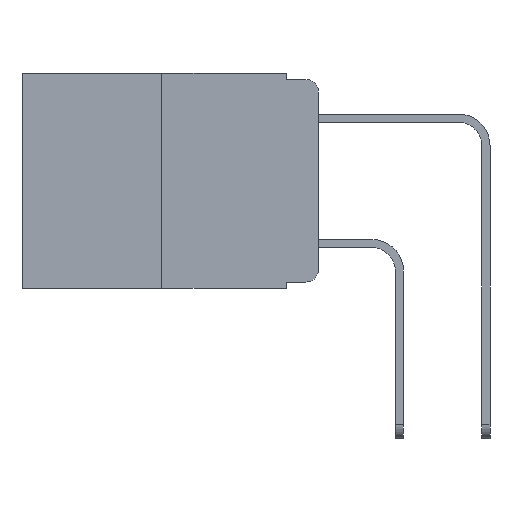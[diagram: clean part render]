
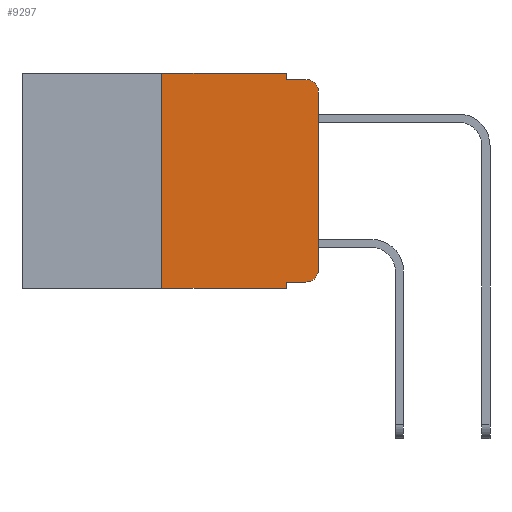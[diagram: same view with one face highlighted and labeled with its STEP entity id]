
A CAD part, left-side view. The second image highlights one B-rep face of the part: STEP entity #9297.
In plain terms, the highlighted planar face has unit normal (-1, 0, 0).
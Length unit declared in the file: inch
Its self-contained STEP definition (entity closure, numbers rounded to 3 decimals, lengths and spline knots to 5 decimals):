
#348 = VECTOR ( 'NONE', #2393, 39.37008 ) ;
#426 = VERTEX_POINT ( 'NONE', #12553 ) ;
#632 = EDGE_CURVE ( 'NONE', #2157, #426, #11922, .T. ) ;
#642 = DIRECTION ( 'NONE',  ( -1., 0., 0. ) ) ;
#678 = AXIS2_PLACEMENT_3D ( 'NONE', #11572, #5341, #12583 ) ;
#720 = EDGE_LOOP ( 'NONE', ( #12185, #7328, #10420, #2395, #2720, #11718, #9601, #9923, #12675, #1430 ) ) ;
#1020 = CARTESIAN_POINT ( 'NONE',  ( 0., 0.25, 0. ) ) ;
#1219 = FACE_OUTER_BOUND ( 'NONE', #720, .T. ) ;
#1227 = VERTEX_POINT ( 'NONE', #5939 ) ;
#1430 = ORIENTED_EDGE ( 'NONE', *, *, #632, .T. ) ;
#1652 = VERTEX_POINT ( 'NONE', #2402 ) ;
#1686 = VECTOR ( 'NONE', #6469, 39.37008 ) ;
#1782 = LINE ( 'NONE', #4570, #9829 ) ;
#2114 = EDGE_CURVE ( 'NONE', #5051, #2157, #5708, .T. ) ;
#2157 = VERTEX_POINT ( 'NONE', #2950 ) ;
#2273 = VECTOR ( 'NONE', #6437, 39.37008 ) ;
#2277 = VERTEX_POINT ( 'NONE', #12480 ) ;
#2375 = CARTESIAN_POINT ( 'NONE',  ( 0., 0.051, -0.01 ) ) ;
#2393 = DIRECTION ( 'NONE',  ( 0., -1., 0. ) ) ;
#2395 = ORIENTED_EDGE ( 'NONE', *, *, #5661, .F. ) ;
#2402 = CARTESIAN_POINT ( 'NONE',  ( 0., 0.051, -0.343 ) ) ;
#2559 = VECTOR ( 'NONE', #6152, 39.37008 ) ;
#2652 = CARTESIAN_POINT ( 'NONE',  ( 0., 0.051, -0.333 ) ) ;
#2720 = ORIENTED_EDGE ( 'NONE', *, *, #3927, .F. ) ;
#2830 = EDGE_CURVE ( 'NONE', #5051, #1652, #5525, .T. ) ;
#2928 = CARTESIAN_POINT ( 'NONE',  ( 0., 0.473, 0. ) ) ;
#2950 = CARTESIAN_POINT ( 'NONE',  ( 0., 0.02, -0.333 ) ) ;
#3264 = CARTESIAN_POINT ( 'NONE',  ( 0., 0.051, -0.333 ) ) ;
#3552 = EDGE_CURVE ( 'NONE', #6858, #12432, #10075, .T. ) ;
#3927 = EDGE_CURVE ( 'NONE', #12432, #2277, #1782, .T. ) ;
#4274 = DIRECTION ( 'NONE',  ( 0., -1., 0. ) ) ;
#4512 = VECTOR ( 'NONE', #12466, 39.37008 ) ;
#4570 = CARTESIAN_POINT ( 'NONE',  ( 0., 0.473, 0. ) ) ;
#4852 = VECTOR ( 'NONE', #7178, 39.37008 ) ;
#4977 = CARTESIAN_POINT ( 'NONE',  ( 0., 0.25, -0.343 ) ) ;
#5051 = VERTEX_POINT ( 'NONE', #3264 ) ;
#5065 = DIRECTION ( 'NONE',  ( 1., 0., 0. ) ) ;
#5164 = CIRCLE ( 'NONE', #678, 0.02 ) ;
#5326 = CARTESIAN_POINT ( 'NONE',  ( 0., 0.02, -0.313 ) ) ;
#5341 = DIRECTION ( 'NONE',  ( -1., 0., 0. ) ) ;
#5525 = LINE ( 'NONE', #8070, #4852 ) ;
#5661 = EDGE_CURVE ( 'NONE', #2277, #9727, #13349, .T. ) ;
#5708 = LINE ( 'NONE', #2652, #2559 ) ;
#5730 = AXIS2_PLACEMENT_3D ( 'NONE', #2928, #5065, #12309 ) ;
#5939 = CARTESIAN_POINT ( 'NONE',  ( 0., 0.02, -0.01 ) ) ;
#6053 = LINE ( 'NONE', #2375, #348 ) ;
#6152 = DIRECTION ( 'NONE',  ( 0., -1., 0. ) ) ;
#6247 = CARTESIAN_POINT ( 'NONE',  ( 0., 0., -0.03 ) ) ;
#6371 = EDGE_CURVE ( 'NONE', #9727, #1227, #6053, .T. ) ;
#6437 = DIRECTION ( 'NONE',  ( 0., 0., -1. ) ) ;
#6469 = DIRECTION ( 'NONE',  ( 0., 0., 1. ) ) ;
#6695 = DIRECTION ( 'NONE',  ( 0., 0., -1. ) ) ;
#6858 = VERTEX_POINT ( 'NONE', #4977 ) ;
#7072 = EDGE_CURVE ( 'NONE', #12970, #1227, #5164, .T. ) ;
#7112 = PLANE ( 'NONE',  #5730 ) ;
#7178 = DIRECTION ( 'NONE',  ( 0., 0., -1. ) ) ;
#7263 = CARTESIAN_POINT ( 'NONE',  ( 0., 0.473, -0.343 ) ) ;
#7328 = ORIENTED_EDGE ( 'NONE', *, *, #7072, .T. ) ;
#8070 = CARTESIAN_POINT ( 'NONE',  ( 0., 0.051, 0. ) ) ;
#8435 = CARTESIAN_POINT ( 'NONE',  ( 0., 0.25, 0. ) ) ;
#8452 = EDGE_CURVE ( 'NONE', #426, #12970, #12096, .T. ) ;
#8755 = CARTESIAN_POINT ( 'NONE',  ( 0., 0., 0. ) ) ;
#9297 = ADVANCED_FACE ( 'NONE', ( #1219 ), #7112, .F. ) ;
#9601 = ORIENTED_EDGE ( 'NONE', *, *, #12363, .T. ) ;
#9727 = VERTEX_POINT ( 'NONE', #11032 ) ;
#9829 = VECTOR ( 'NONE', #4274, 39.37008 ) ;
#9923 = ORIENTED_EDGE ( 'NONE', *, *, #2830, .F. ) ;
#10075 = LINE ( 'NONE', #1020, #1686 ) ;
#10420 = ORIENTED_EDGE ( 'NONE', *, *, #6371, .F. ) ;
#10456 = CARTESIAN_POINT ( 'NONE',  ( 0., 0.051, 0. ) ) ;
#11032 = CARTESIAN_POINT ( 'NONE',  ( 0., 0.051, -0.01 ) ) ;
#11572 = CARTESIAN_POINT ( 'NONE',  ( 0., 0.02, -0.03 ) ) ;
#11718 = ORIENTED_EDGE ( 'NONE', *, *, #3552, .F. ) ;
#11783 = VECTOR ( 'NONE', #11944, 39.37008 ) ;
#11922 = CIRCLE ( 'NONE', #12853, 0.02 ) ;
#11944 = DIRECTION ( 'NONE',  ( 0., 0., 1. ) ) ;
#12096 = LINE ( 'NONE', #8755, #11783 ) ;
#12185 = ORIENTED_EDGE ( 'NONE', *, *, #8452, .T. ) ;
#12309 = DIRECTION ( 'NONE',  ( 0., 0., -1. ) ) ;
#12363 = EDGE_CURVE ( 'NONE', #6858, #1652, #12806, .T. ) ;
#12432 = VERTEX_POINT ( 'NONE', #8435 ) ;
#12466 = DIRECTION ( 'NONE',  ( 0., -1., 0. ) ) ;
#12480 = CARTESIAN_POINT ( 'NONE',  ( 0., 0.051, 0. ) ) ;
#12553 = CARTESIAN_POINT ( 'NONE',  ( 0., 0., -0.313 ) ) ;
#12583 = DIRECTION ( 'NONE',  ( 0., 0., -1. ) ) ;
#12675 = ORIENTED_EDGE ( 'NONE', *, *, #2114, .T. ) ;
#12806 = LINE ( 'NONE', #7263, #4512 ) ;
#12853 = AXIS2_PLACEMENT_3D ( 'NONE', #5326, #642, #6695 ) ;
#12970 = VERTEX_POINT ( 'NONE', #6247 ) ;
#13349 = LINE ( 'NONE', #10456, #2273 ) ;
